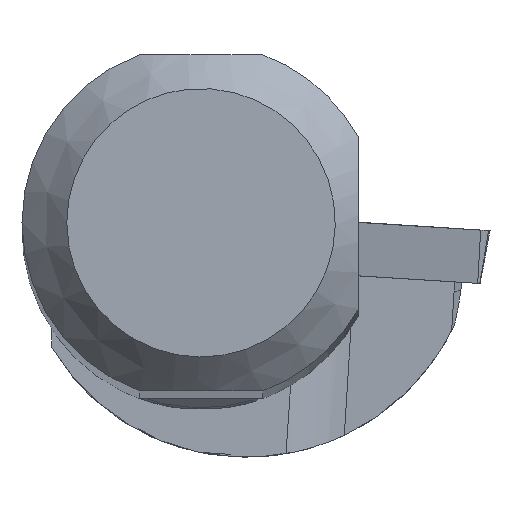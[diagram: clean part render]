
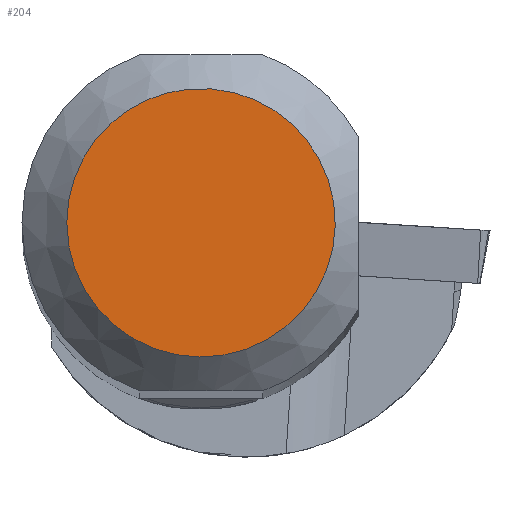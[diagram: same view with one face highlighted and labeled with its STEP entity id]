
A CAD part, top view. The second image highlights one B-rep face of the part: STEP entity #204.
In plain terms, the highlighted planar face has unit normal (0, 0, 1).
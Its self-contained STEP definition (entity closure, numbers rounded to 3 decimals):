
#159=FACE_OUTER_BOUND('',#407,.T.);
#204=ADVANCED_FACE('',(#159),#237,.T.);
#237=PLANE('',#1062);
#407=EDGE_LOOP('',(#578));
#578=ORIENTED_EDGE('',*,*,#851,.F.);
#745=VERTEX_POINT('',#1796);
#851=EDGE_CURVE('',#745,#745,#900,.T.);
#900=CIRCLE('',#1061,5.993);
#1061=AXIS2_PLACEMENT_3D('',#1795,#1281,#1282);
#1062=AXIS2_PLACEMENT_3D('',#1797,#1283,#1284);
#1281=DIRECTION('',(0.,0.,-1.));
#1282=DIRECTION('',(-1.,0.,0.));
#1283=DIRECTION('',(0.,0.,1.));
#1284=DIRECTION('',(-1.,0.,0.));
#1795=CARTESIAN_POINT('',(0.,0.,0.));
#1796=CARTESIAN_POINT('',(-5.993,0.,0.));
#1797=CARTESIAN_POINT('',(0.,0.,
0.));
